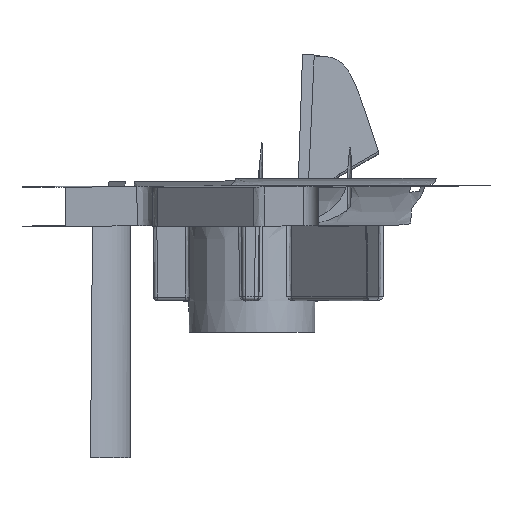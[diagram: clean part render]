
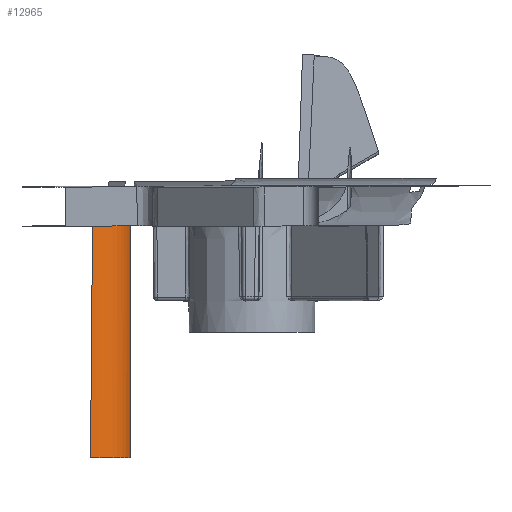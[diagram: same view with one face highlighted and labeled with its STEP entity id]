
A CAD part, top view. The second image highlights one B-rep face of the part: STEP entity #12965.
In plain terms, the highlighted cylindrical face has radius 3 mm (diameter 6 mm), a partial arc.
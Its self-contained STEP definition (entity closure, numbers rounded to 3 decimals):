
#12965 = ADVANCED_FACE('',(#12966),#12984,.T.);
#12966 = FACE_BOUND('',#12967,.T.);
#12967 = EDGE_LOOP('',(#12968,#12994,#13019,#13038));
#12968 = ORIENTED_EDGE('',*,*,#12969,.T.);
#12969 = EDGE_CURVE('',#12970,#12972,#12974,.T.);
#12970 = VERTEX_POINT('',#12971);
#12971 = CARTESIAN_POINT('',(1799.442,-781.537,
    1497.519));
#12972 = VERTEX_POINT('',#12973);
#12973 = CARTESIAN_POINT('',(1799.422,-766.715,
    1497.649));
#12974 = SURFACE_CURVE('',#12975,(#12983),.PCURVE_S1.);
#12975 = B_SPLINE_CURVE_WITH_KNOTS('',3,(#12976,#12977,#12978,#12979,
    #12980,#12981,#12982),.UNSPECIFIED.,.F.,.F.,(4,3,4),(0.,
    0.405,1.),.UNSPECIFIED.);
#12976 = CARTESIAN_POINT('',(1799.442,-781.537,
    1497.519));
#12977 = CARTESIAN_POINT('',(1799.44,-779.537,
    1497.537));
#12978 = CARTESIAN_POINT('',(1799.437,-777.538,
    1497.554));
#12979 = CARTESIAN_POINT('',(1799.435,-775.538,
    1497.572));
#12980 = CARTESIAN_POINT('',(1799.431,-772.597,
    1497.597));
#12981 = CARTESIAN_POINT('',(1799.427,-769.656,
    1497.623));
#12982 = CARTESIAN_POINT('',(1799.422,-766.715,
    1497.649));
#12983 = PCURVE('',#12984,#12989);
#12984 = CYLINDRICAL_SURFACE('',#12985,3.);
#12985 = AXIS2_PLACEMENT_3D('',#12986,#12987,#12988);
#12986 = CARTESIAN_POINT('',(1796.469,-781.537,
    1497.122));
#12987 = DIRECTION('',(0.,1.,0.));
#12988 = DIRECTION('',(0.339,0.,-0.941));
#12989 = DEFINITIONAL_REPRESENTATION('',(#12990),#12993);
#12990 = B_SPLINE_CURVE_WITH_KNOTS('',1,(#12991,#12992),.UNSPECIFIED.,
  .F.,.F.,(2,2),(0.,1.),.PIECEWISE_BEZIER_KNOTS.);
#12991 = CARTESIAN_POINT('',(4.925,0.));
#12992 = CARTESIAN_POINT('',(4.882,14.822));
#12993 = ( GEOMETRIC_REPRESENTATION_CONTEXT(2) 
PARAMETRIC_REPRESENTATION_CONTEXT() REPRESENTATION_CONTEXT('2D SPACE',''
  ) );
#12994 = ORIENTED_EDGE('',*,*,#12995,.T.);
#12995 = EDGE_CURVE('',#12972,#12996,#12998,.T.);
#12996 = VERTEX_POINT('',#12997);
#12997 = CARTESIAN_POINT('',(1796.995,-766.754,
    1500.076));
#12998 = SURFACE_CURVE('',#12999,(#13013),.PCURVE_S1.);
#12999 = B_SPLINE_CURVE_WITH_KNOTS('',3,(#13000,#13001,#13002,#13003,
    #13004,#13005,#13006,#13007,#13008,#13009,#13010,#13011,#13012),
  .UNSPECIFIED.,.F.,.F.,(4,3,3,3,4),(0.,0.262,0.539,
    0.816,1.),.UNSPECIFIED.);
#13000 = CARTESIAN_POINT('',(1799.422,-766.715,
    1497.649));
#13001 = CARTESIAN_POINT('',(1799.366,-766.718,
    1497.961));
#13002 = CARTESIAN_POINT('',(1799.259,-766.721,
    1498.268));
#13003 = CARTESIAN_POINT('',(1799.108,-766.725,
    1498.548));
#13004 = CARTESIAN_POINT('',(1798.949,-766.729,
    1498.843));
#13005 = CARTESIAN_POINT('',(1798.736,-766.732,
    1499.115));
#13006 = CARTESIAN_POINT('',(1798.488,-766.736,
    1499.341));
#13007 = CARTESIAN_POINT('',(1798.239,-766.74,
    1499.567));
#13008 = CARTESIAN_POINT('',(1797.949,-766.744,
    1499.753));
#13009 = CARTESIAN_POINT('',(1797.64,-766.748,
    1499.884));
#13010 = CARTESIAN_POINT('',(1797.433,-766.75,
    1499.972));
#13011 = CARTESIAN_POINT('',(1797.216,-766.752,
    1500.036));
#13012 = CARTESIAN_POINT('',(1796.995,-766.754,
    1500.076));
#13013 = PCURVE('',#12984,#13014);
#13014 = DEFINITIONAL_REPRESENTATION('',(#13015),#13018);
#13015 = B_SPLINE_CURVE_WITH_KNOTS('',1,(#13016,#13017),.UNSPECIFIED.,
  .F.,.F.,(2,2),(0.,1.),.PIECEWISE_BEZIER_KNOTS.);
#13016 = CARTESIAN_POINT('',(4.882,14.822));
#13017 = CARTESIAN_POINT('',(3.664,14.783));
#13018 = ( GEOMETRIC_REPRESENTATION_CONTEXT(2) 
PARAMETRIC_REPRESENTATION_CONTEXT() REPRESENTATION_CONTEXT('2D SPACE',''
  ) );
#13019 = ORIENTED_EDGE('',*,*,#13020,.F.);
#13020 = EDGE_CURVE('',#13021,#12996,#13023,.T.);
#13021 = VERTEX_POINT('',#13022);
#13022 = CARTESIAN_POINT('',(1796.866,-781.537,
    1500.096));
#13023 = SURFACE_CURVE('',#13024,(#13032),.PCURVE_S1.);
#13024 = B_SPLINE_CURVE_WITH_KNOTS('',3,(#13025,#13026,#13027,#13028,
    #13029,#13030,#13031),.UNSPECIFIED.,.F.,.F.,(4,3,4),(0.,
    0.406,1.),.UNSPECIFIED.);
#13025 = CARTESIAN_POINT('',(1796.866,-781.537,
    1500.096));
#13026 = CARTESIAN_POINT('',(1796.883,-779.537,
    1500.094));
#13027 = CARTESIAN_POINT('',(1796.901,-777.538,
    1500.091));
#13028 = CARTESIAN_POINT('',(1796.918,-775.538,
    1500.088));
#13029 = CARTESIAN_POINT('',(1796.944,-772.61,
    1500.085));
#13030 = CARTESIAN_POINT('',(1796.969,-769.682,
    1500.08));
#13031 = CARTESIAN_POINT('',(1796.995,-766.754,
    1500.076));
#13032 = PCURVE('',#12984,#13033);
#13033 = DEFINITIONAL_REPRESENTATION('',(#13034),#13037);
#13034 = B_SPLINE_CURVE_WITH_KNOTS('',1,(#13035,#13036),.UNSPECIFIED.,
  .F.,.F.,(2,2),(0.,1.),.PIECEWISE_BEZIER_KNOTS.);
#13035 = CARTESIAN_POINT('',(3.62,0.));
#13036 = CARTESIAN_POINT('',(3.664,14.783));
#13037 = ( GEOMETRIC_REPRESENTATION_CONTEXT(2) 
PARAMETRIC_REPRESENTATION_CONTEXT() REPRESENTATION_CONTEXT('2D SPACE',''
  ) );
#13038 = ORIENTED_EDGE('',*,*,#13039,.F.);
#13039 = EDGE_CURVE('',#12970,#13021,#13040,.T.);
#13040 = SURFACE_CURVE('',#13041,(#13046),.PCURVE_S1.);
#13041 = CIRCLE('',#13042,3.);
#13042 = AXIS2_PLACEMENT_3D('',#13043,#13044,#13045);
#13043 = CARTESIAN_POINT('',(1796.469,-781.537,
    1497.122));
#13044 = DIRECTION('',(0.,-1.,0.));
#13045 = DIRECTION('',(0.837,0.,-0.547));
#13046 = PCURVE('',#12984,#13047);
#13047 = DEFINITIONAL_REPRESENTATION('',(#13048),#13052);
#13048 = LINE('',#13049,#13050);
#13049 = CARTESIAN_POINT('',(5.637,0.));
#13050 = VECTOR('',#13051,1.);
#13051 = DIRECTION('',(-1.,0.));
#13052 = ( GEOMETRIC_REPRESENTATION_CONTEXT(2) 
PARAMETRIC_REPRESENTATION_CONTEXT() REPRESENTATION_CONTEXT('2D SPACE',''
  ) );
